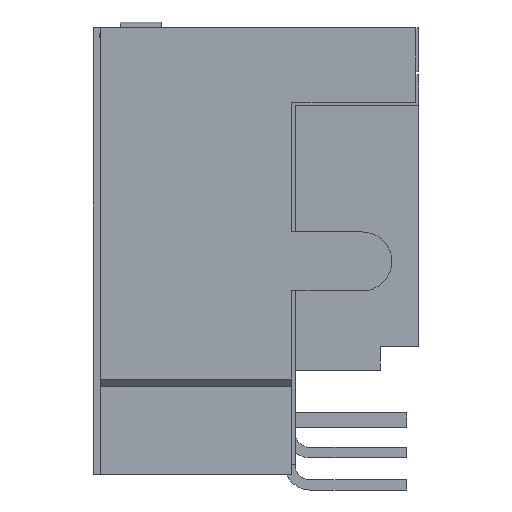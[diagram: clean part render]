
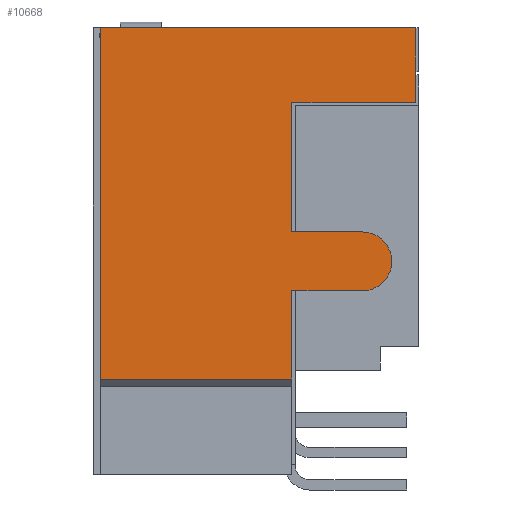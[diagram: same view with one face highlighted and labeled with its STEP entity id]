
A CAD part, left-side view. The second image highlights one B-rep face of the part: STEP entity #10668.
In plain terms, the highlighted planar face has unit normal (-1, 0, 0).
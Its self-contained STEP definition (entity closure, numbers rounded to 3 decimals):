
#86 = VERTEX_POINT ( 'NONE', #2054 ) ;
#145 = EDGE_CURVE ( 'NONE', #4218, #1089, #1560, .T. ) ;
#151 = VECTOR ( 'NONE', #4187, 1000. ) ;
#242 = VECTOR ( 'NONE', #12407, 1000. ) ;
#479 = CARTESIAN_POINT ( 'NONE',  ( -8.09, -2.29, -7.95 ) ) ;
#558 = EDGE_CURVE ( 'NONE', #10040, #10466, #11908, .T. ) ;
#800 = ORIENTED_EDGE ( 'NONE', *, *, #11448, .T. ) ;
#1089 = VERTEX_POINT ( 'NONE', #9749 ) ;
#1174 = VERTEX_POINT ( 'NONE', #9187 ) ;
#1231 = FACE_OUTER_BOUND ( 'NONE', #12095, .T. ) ;
#1507 = EDGE_CURVE ( 'NONE', #10559, #9773, #13862, .T. ) ;
#1560 = LINE ( 'NONE', #8013, #7973 ) ;
#1612 = AXIS2_PLACEMENT_3D ( 'NONE', #2546, #7074, #10500 ) ;
#1699 = CARTESIAN_POINT ( 'NONE',  ( -8.09, -4.1, -2.55 ) ) ;
#2021 = EDGE_CURVE ( 'NONE', #3195, #10559, #6088, .T. ) ;
#2048 = CARTESIAN_POINT ( 'NONE',  ( -8.09, 1.33, 0. ) ) ;
#2054 = CARTESIAN_POINT ( 'NONE',  ( -8.09, 0.11, -11.95 ) ) ;
#2393 = DIRECTION ( 'NONE',  ( 0., 0., 1. ) ) ;
#2431 = CARTESIAN_POINT ( 'NONE',  ( -8.09, 6.61, 0. ) ) ;
#2546 = CARTESIAN_POINT ( 'NONE',  ( -8.09, 6.61, 0. ) ) ;
#2633 = EDGE_CURVE ( 'NONE', #1174, #86, #8387, .T. ) ;
#2684 = LINE ( 'NONE', #6974, #11044 ) ;
#2732 = DIRECTION ( 'NONE',  ( 0., 1., 0. ) ) ;
#3134 = ORIENTED_EDGE ( 'NONE', *, *, #2021, .F. ) ;
#3195 = VERTEX_POINT ( 'NONE', #2431 ) ;
#3774 = CARTESIAN_POINT ( 'NONE',  ( -8.09, 6.61, 0. ) ) ;
#4187 = DIRECTION ( 'NONE',  ( 0., 0., -1. ) ) ;
#4190 = CARTESIAN_POINT ( 'NONE',  ( -8.09, -4.1, -2.55 ) ) ;
#4218 = VERTEX_POINT ( 'NONE', #5657 ) ;
#4423 = CARTESIAN_POINT ( 'NONE',  ( -8.09, -2.29, -6.95 ) ) ;
#5074 = EDGE_CURVE ( 'NONE', #3195, #1174, #12045, .T. ) ;
#5472 = ORIENTED_EDGE ( 'NONE', *, *, #145, .T. ) ;
#5523 = ORIENTED_EDGE ( 'NONE', *, *, #1507, .F. ) ;
#5529 = VECTOR ( 'NONE', #6548, 1000. ) ;
#5657 = CARTESIAN_POINT ( 'NONE',  ( -8.09, 0.11, -6.95 ) ) ;
#6028 = EDGE_CURVE ( 'NONE', #86, #11768, #2684, .T. ) ;
#6085 = CARTESIAN_POINT ( 'NONE',  ( -8.09, -2.29, -6.95 ) ) ;
#6088 = LINE ( 'NONE', #2048, #242 ) ;
#6364 = DIRECTION ( 'NONE',  ( 0., 0., 1. ) ) ;
#6444 = CARTESIAN_POINT ( 'NONE',  ( -8.09, 6.61, -11.95 ) ) ;
#6548 = DIRECTION ( 'NONE',  ( 0., -1., 0. ) ) ;
#6683 = VECTOR ( 'NONE', #7616, 1000. ) ;
#6849 = CARTESIAN_POINT ( 'NONE',  ( -8.09, -2.29, -8.95 ) ) ;
#6919 = ORIENTED_EDGE ( 'NONE', *, *, #13442, .T. ) ;
#6974 = CARTESIAN_POINT ( 'NONE',  ( -8.09, 0.11, 0. ) ) ;
#7074 = DIRECTION ( 'NONE',  ( -1., 0., 0. ) ) ;
#7122 = DIRECTION ( 'NONE',  ( -1., 0., 0. ) ) ;
#7517 = VECTOR ( 'NONE', #13689, 1000. ) ;
#7616 = DIRECTION ( 'NONE',  ( 0., -1., 0. ) ) ;
#7973 = VECTOR ( 'NONE', #2393, 1000. ) ;
#8013 = CARTESIAN_POINT ( 'NONE',  ( -8.09, 0.11, 0. ) ) ;
#8025 = ORIENTED_EDGE ( 'NONE', *, *, #558, .T. ) ;
#8387 = LINE ( 'NONE', #6444, #5529 ) ;
#8841 = ORIENTED_EDGE ( 'NONE', *, *, #6028, .T. ) ;
#8955 = CARTESIAN_POINT ( 'NONE',  ( -8.09, 0.11, -8.95 ) ) ;
#9187 = CARTESIAN_POINT ( 'NONE',  ( -8.09, 6.61, -11.95 ) ) ;
#9469 = ORIENTED_EDGE ( 'NONE', *, *, #5074, .T. ) ;
#9749 = CARTESIAN_POINT ( 'NONE',  ( -8.09, 0.11, -2.55 ) ) ;
#9773 = VERTEX_POINT ( 'NONE', #1699 ) ;
#9895 = CARTESIAN_POINT ( 'NONE',  ( -8.09, -2.29, -8.95 ) ) ;
#10040 = VERTEX_POINT ( 'NONE', #9895 ) ;
#10278 = VECTOR ( 'NONE', #2732, 1000. ) ;
#10349 = ORIENTED_EDGE ( 'NONE', *, *, #2633, .T. ) ;
#10466 = VERTEX_POINT ( 'NONE', #4423 ) ;
#10500 = DIRECTION ( 'NONE',  ( 0., 0., 1. ) ) ;
#10559 = VERTEX_POINT ( 'NONE', #12563 ) ;
#10668 = ADVANCED_FACE ( 'NONE', ( #1231 ), #13813, .T. ) ;
#11044 = VECTOR ( 'NONE', #11405, 1000. ) ;
#11405 = DIRECTION ( 'NONE',  ( 0., 0., 1. ) ) ;
#11448 = EDGE_CURVE ( 'NONE', #10466, #4218, #14766, .T. ) ;
#11768 = VERTEX_POINT ( 'NONE', #8955 ) ;
#11908 = CIRCLE ( 'NONE', #13829, 1. ) ;
#12045 = LINE ( 'NONE', #3774, #12218 ) ;
#12095 = EDGE_LOOP ( 'NONE', ( #6919, #5523, #3134, #9469, #10349, #8841, #13834, #8025, #800, #5472 ) ) ;
#12218 = VECTOR ( 'NONE', #13988, 1000. ) ;
#12407 = DIRECTION ( 'NONE',  ( 0., -1., 0. ) ) ;
#12563 = CARTESIAN_POINT ( 'NONE',  ( -8.09, -4.1, 0. ) ) ;
#12884 = LINE ( 'NONE', #6849, #7517 ) ;
#13320 = CARTESIAN_POINT ( 'NONE',  ( -8.09, -4.1, 0. ) ) ;
#13442 = EDGE_CURVE ( 'NONE', #1089, #9773, #13828, .T. ) ;
#13689 = DIRECTION ( 'NONE',  ( 0., -1., 0. ) ) ;
#13813 = PLANE ( 'NONE',  #1612 ) ;
#13828 = LINE ( 'NONE', #4190, #6683 ) ;
#13829 = AXIS2_PLACEMENT_3D ( 'NONE', #479, #7122, #6364 ) ;
#13834 = ORIENTED_EDGE ( 'NONE', *, *, #14396, .T. ) ;
#13862 = LINE ( 'NONE', #13320, #151 ) ;
#13988 = DIRECTION ( 'NONE',  ( 0., 0., -1. ) ) ;
#14396 = EDGE_CURVE ( 'NONE', #11768, #10040, #12884, .T. ) ;
#14766 = LINE ( 'NONE', #6085, #10278 ) ;
